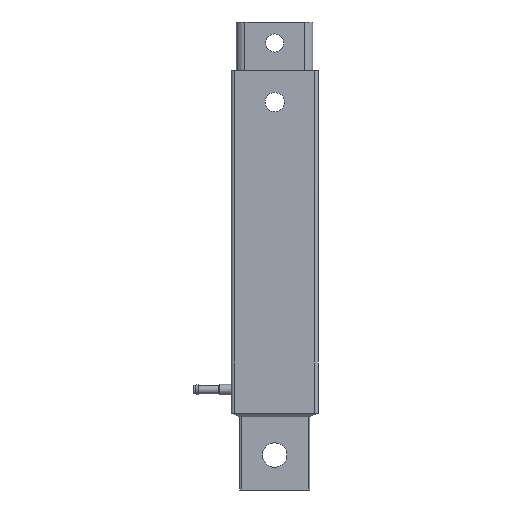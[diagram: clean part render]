
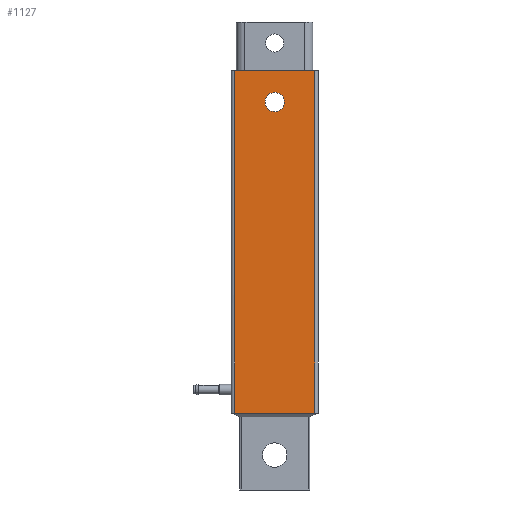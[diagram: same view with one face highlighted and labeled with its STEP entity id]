
A CAD part, left-side view. The second image highlights one B-rep face of the part: STEP entity #1127.
In plain terms, the highlighted planar face has unit normal (-1, 0, 0).
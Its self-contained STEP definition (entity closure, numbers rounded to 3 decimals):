
#42=PLANE('',#1241);
#81=CIRCLE('',#1242,2.75);
#128=LINE('',#1720,#220);
#138=LINE('',#1761,#230);
#152=LINE('',#1799,#244);
#155=LINE('',#1805,#247);
#220=VECTOR('',#1356,1000.);
#230=VECTOR('',#1396,1000.);
#244=VECTOR('',#1432,1000.);
#247=VECTOR('',#1439,1000.);
#368=ORIENTED_EDGE('',*,*,#666,.F.);
#369=ORIENTED_EDGE('',*,*,#663,.F.);
#370=ORIENTED_EDGE('',*,*,#624,.F.);
#371=ORIENTED_EDGE('',*,*,#667,.F.);
#372=ORIENTED_EDGE('',*,*,#644,.T.);
#624=EDGE_CURVE('',#779,#780,#128,.T.);
#644=EDGE_CURVE('',#796,#795,#138,.T.);
#663=EDGE_CURVE('',#780,#795,#152,.T.);
#666=EDGE_CURVE('',#809,#809,#81,.F.);
#667=EDGE_CURVE('',#796,#779,#155,.T.);
#779=VERTEX_POINT('',#1719);
#780=VERTEX_POINT('',#1721);
#795=VERTEX_POINT('',#1760);
#796=VERTEX_POINT('',#1762);
#809=VERTEX_POINT('',#1804);
#904=EDGE_LOOP('',(#368));
#905=EDGE_LOOP('',(#369,#370,#371,#372));
#1002=FACE_BOUND('',#904,.T.);
#1003=FACE_BOUND('',#905,.T.);
#1127=ADVANCED_FACE('',(#1002,#1003),#42,.F.);
#1241=AXIS2_PLACEMENT_3D('',#1802,#1435,#1436);
#1242=AXIS2_PLACEMENT_3D('',#1803,#1437,#1438);
#1356=DIRECTION('',(0.,0.,-1.));
#1396=DIRECTION('',(0.,0.,-1.));
#1432=DIRECTION('',(0.,1.,0.));
#1435=DIRECTION('',(1.,0.,0.));
#1436=DIRECTION('',(0.,0.,-1.));
#1437=DIRECTION('',(1.,0.,0.));
#1438=DIRECTION('',(0.,0.,-1.));
#1439=DIRECTION('',(0.,-1.,0.));
#1719=CARTESIAN_POINT('',(-5.,-11.5,120.));
#1720=CARTESIAN_POINT('',(-5.,-11.5,120.));
#1721=CARTESIAN_POINT('',(-5.,-11.5,22.01));
#1760=CARTESIAN_POINT('',(-5.,11.5,22.01));
#1761=CARTESIAN_POINT('',(-5.,11.5,120.));
#1762=CARTESIAN_POINT('',(-5.,11.5,120.));
#1799=CARTESIAN_POINT('',(-5.,11.5,22.01));
#1802=CARTESIAN_POINT('',(-5.,11.5,120.));
#1803=CARTESIAN_POINT('',(-5.,0.,111.));
#1804=CARTESIAN_POINT('',(-5.,0.,108.25));
#1805=CARTESIAN_POINT('',(-5.,11.5,120.));
